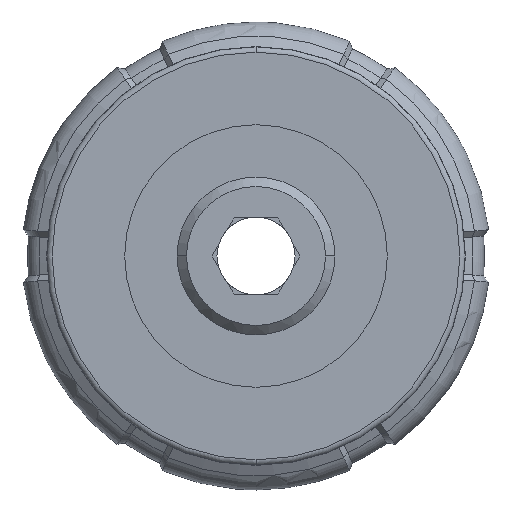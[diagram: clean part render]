
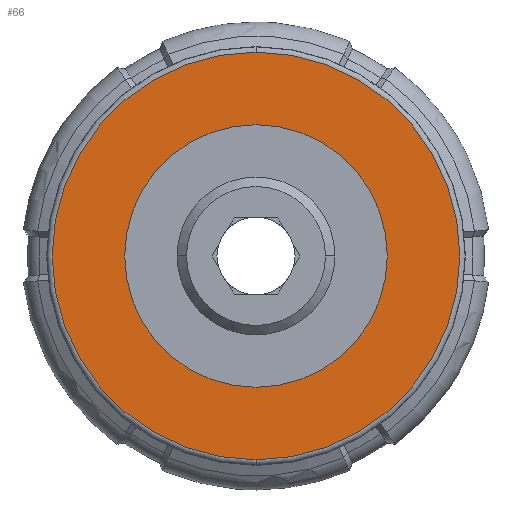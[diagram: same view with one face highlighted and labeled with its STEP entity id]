
A CAD part, front view. The second image highlights one B-rep face of the part: STEP entity #66.
In plain terms, the highlighted planar face has unit normal (0, -1, 0).
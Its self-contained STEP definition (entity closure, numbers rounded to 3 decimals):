
#66 = ADVANCED_FACE ( 'NONE', ( #11322, #9953 ), #1379, .F. ) ;
#395 = VERTEX_POINT ( 'NONE', #9359 ) ;
#986 = ORIENTED_EDGE ( 'NONE', *, *, #7904, .F. ) ;
#1080 = DIRECTION ( 'NONE',  ( 0., 0., -1. ) ) ;
#1379 = PLANE ( 'NONE',  #11742 ) ;
#1459 = DIRECTION ( 'NONE',  ( 1., 0., 0. ) ) ;
#1949 = ORIENTED_EDGE ( 'NONE', *, *, #7632, .F. ) ;
#2293 = CARTESIAN_POINT ( 'NONE',  ( 0., -18., 0. ) ) ;
#2314 = CIRCLE ( 'NONE', #3596, 10.707 ) ;
#2482 = CIRCLE ( 'NONE', #4792, 10.707 ) ;
#2888 = DIRECTION ( 'NONE',  ( 0., 0., 1. ) ) ;
#3239 = EDGE_CURVE ( 'NONE', #395, #9240, #11071, .T. ) ;
#3596 = AXIS2_PLACEMENT_3D ( 'NONE', #15062, #8653, #2888 ) ;
#3660 = CARTESIAN_POINT ( 'NONE',  ( 0., -18., -10.707 ) ) ;
#3798 = DIRECTION ( 'NONE',  ( 0., 1., 0. ) ) ;
#4026 = CARTESIAN_POINT ( 'NONE',  ( 4.15, -18., 0. ) ) ;
#4332 = AXIS2_PLACEMENT_3D ( 'NONE', #4684, #7389, #8361 ) ;
#4684 = CARTESIAN_POINT ( 'NONE',  ( 0., -18., 0. ) ) ;
#4792 = AXIS2_PLACEMENT_3D ( 'NONE', #2293, #4853, #12001 ) ;
#4853 = DIRECTION ( 'NONE',  ( 0., 1., 0. ) ) ;
#5407 = EDGE_LOOP ( 'NONE', ( #15315, #986 ) ) ;
#5688 = AXIS2_PLACEMENT_3D ( 'NONE', #12073, #14540, #1080 ) ;
#7389 = DIRECTION ( 'NONE',  ( 0., -1., 0. ) ) ;
#7632 = EDGE_CURVE ( 'NONE', #9240, #395, #11251, .T. ) ;
#7904 = EDGE_CURVE ( 'NONE', #11087, #11708, #2314, .T. ) ;
#8361 = DIRECTION ( 'NONE',  ( 0., 0., -1. ) ) ;
#8653 = DIRECTION ( 'NONE',  ( 0., 1., 0. ) ) ;
#8672 = EDGE_LOOP ( 'NONE', ( #1949, #12191 ) ) ;
#9240 = VERTEX_POINT ( 'NONE', #10048 ) ;
#9359 = CARTESIAN_POINT ( 'NONE',  ( 0., -18., 6.9 ) ) ;
#9953 = FACE_BOUND ( 'NONE', #8672, .T. ) ;
#10048 = CARTESIAN_POINT ( 'NONE',  ( 0., -18., -6.9 ) ) ;
#10379 = CARTESIAN_POINT ( 'NONE',  ( 0., -18., 10.707 ) ) ;
#11057 = EDGE_CURVE ( 'NONE', #11708, #11087, #2482, .T. ) ;
#11071 = CIRCLE ( 'NONE', #5688, 6.9 ) ;
#11087 = VERTEX_POINT ( 'NONE', #3660 ) ;
#11251 = CIRCLE ( 'NONE', #4332, 6.9 ) ;
#11322 = FACE_OUTER_BOUND ( 'NONE', #5407, .T. ) ;
#11708 = VERTEX_POINT ( 'NONE', #10379 ) ;
#11742 = AXIS2_PLACEMENT_3D ( 'NONE', #4026, #3798, #1459 ) ;
#12001 = DIRECTION ( 'NONE',  ( 0., 0., 1. ) ) ;
#12073 = CARTESIAN_POINT ( 'NONE',  ( 0., -18., 0. ) ) ;
#12191 = ORIENTED_EDGE ( 'NONE', *, *, #3239, .F. ) ;
#14540 = DIRECTION ( 'NONE',  ( 0., -1., 0. ) ) ;
#15062 = CARTESIAN_POINT ( 'NONE',  ( 0., -18., 0. ) ) ;
#15315 = ORIENTED_EDGE ( 'NONE', *, *, #11057, .F. ) ;
